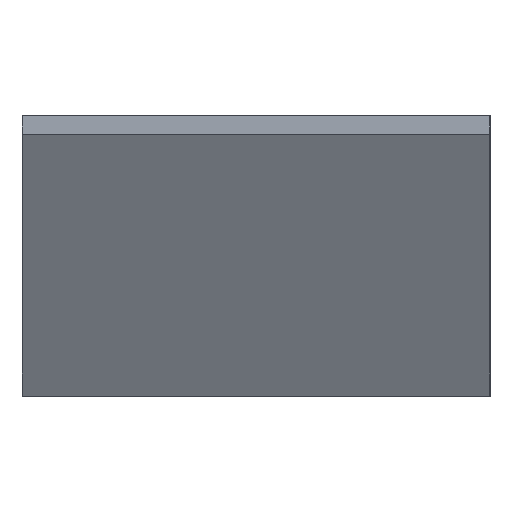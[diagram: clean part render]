
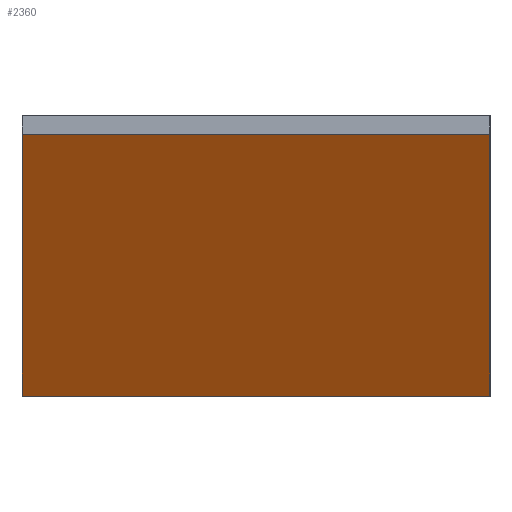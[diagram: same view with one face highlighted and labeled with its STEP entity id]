
A CAD part, left-side view. The second image highlights one B-rep face of the part: STEP entity #2360.
In plain terms, the highlighted planar face has unit normal (-0.866, 0, -0.5).
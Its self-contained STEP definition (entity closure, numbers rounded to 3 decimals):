
#12 = VERTEX_POINT ( 'NONE', #2290 ) ;
#48 = DIRECTION ( 'NONE',  ( -0.866, 0., -0.5 ) ) ;
#87 = VERTEX_POINT ( 'NONE', #3002 ) ;
#95 = LINE ( 'NONE', #3201, #2704 ) ;
#164 = VERTEX_POINT ( 'NONE', #3063 ) ;
#169 = DIRECTION ( 'NONE',  ( 0., -1., 0. ) ) ;
#190 = FACE_OUTER_BOUND ( 'NONE', #391, .T. ) ;
#231 = VECTOR ( 'NONE', #3121, 1000. ) ;
#276 = EDGE_CURVE ( 'NONE', #164, #867, #95, .T. ) ;
#293 = VECTOR ( 'NONE', #909, 1000. ) ;
#391 = EDGE_LOOP ( 'NONE', ( #1173, #1944, #1241, #959, #2178, #2478 ) ) ;
#420 = CARTESIAN_POINT ( 'NONE',  ( -154.066, 25., -1. ) ) ;
#470 = EDGE_CURVE ( 'NONE', #2263, #87, #2220, .T. ) ;
#672 = VECTOR ( 'NONE', #169, 1000. ) ;
#705 = LINE ( 'NONE', #1621, #2859 ) ;
#783 = CARTESIAN_POINT ( 'NONE',  ( -170.232, -25., 27. ) ) ;
#867 = VERTEX_POINT ( 'NONE', #2300 ) ;
#909 = DIRECTION ( 'NONE',  ( 0.5, 0., -0.866 ) ) ;
#959 = ORIENTED_EDGE ( 'NONE', *, *, #1475, .F. ) ;
#988 = EDGE_CURVE ( 'NONE', #867, #12, #1821, .T. ) ;
#1058 = LINE ( 'NONE', #2009, #1733 ) ;
#1173 = ORIENTED_EDGE ( 'NONE', *, *, #2437, .T. ) ;
#1241 = ORIENTED_EDGE ( 'NONE', *, *, #470, .T. ) ;
#1475 = EDGE_CURVE ( 'NONE', #12, #87, #1058, .T. ) ;
#1621 = CARTESIAN_POINT ( 'NONE',  ( -170.232, 25., 27. ) ) ;
#1733 = VECTOR ( 'NONE', #2589, 1000. ) ;
#1802 = CARTESIAN_POINT ( 'NONE',  ( -170.232, 25., 27. ) ) ;
#1821 = LINE ( 'NONE', #783, #293 ) ;
#1944 = ORIENTED_EDGE ( 'NONE', *, *, #2958, .T. ) ;
#2009 = CARTESIAN_POINT ( 'NONE',  ( -154.066, -25., -1. ) ) ;
#2038 = AXIS2_PLACEMENT_3D ( 'NONE', #1802, #48, #2061 ) ;
#2061 = DIRECTION ( 'NONE',  ( -0.5, 0., 0.866 ) ) ;
#2178 = ORIENTED_EDGE ( 'NONE', *, *, #988, .F. ) ;
#2220 = LINE ( 'NONE', #2928, #672 ) ;
#2263 = VERTEX_POINT ( 'NONE', #3037 ) ;
#2290 = CARTESIAN_POINT ( 'NONE',  ( -154.066, -25., -1. ) ) ;
#2300 = CARTESIAN_POINT ( 'NONE',  ( -169.655, -25., 26. ) ) ;
#2360 = ADVANCED_FACE ( 'NONE', ( #190 ), #2825, .T. ) ;
#2414 = CARTESIAN_POINT ( 'NONE',  ( -154.066, 25., -1. ) ) ;
#2437 = EDGE_CURVE ( 'NONE', #164, #3534, #705, .T. ) ;
#2448 = LINE ( 'NONE', #420, #231 ) ;
#2478 = ORIENTED_EDGE ( 'NONE', *, *, #276, .F. ) ;
#2589 = DIRECTION ( 'NONE',  ( 0.5, 0., -0.866 ) ) ;
#2704 = VECTOR ( 'NONE', #3280, 1000. ) ;
#2825 = PLANE ( 'NONE',  #2038 ) ;
#2859 = VECTOR ( 'NONE', #3167, 1000. ) ;
#2928 = CARTESIAN_POINT ( 'NONE',  ( -153.489, 25., -2. ) ) ;
#2958 = EDGE_CURVE ( 'NONE', #3534, #2263, #2448, .T. ) ;
#3002 = CARTESIAN_POINT ( 'NONE',  ( -153.489, -25., -2. ) ) ;
#3037 = CARTESIAN_POINT ( 'NONE',  ( -153.489, 25., -2. ) ) ;
#3063 = CARTESIAN_POINT ( 'NONE',  ( -169.655, 25., 26. ) ) ;
#3121 = DIRECTION ( 'NONE',  ( 0.5, 0., -0.866 ) ) ;
#3167 = DIRECTION ( 'NONE',  ( 0.5, 0., -0.866 ) ) ;
#3201 = CARTESIAN_POINT ( 'NONE',  ( -169.655, 25., 26. ) ) ;
#3280 = DIRECTION ( 'NONE',  ( 0., -1., 0. ) ) ;
#3534 = VERTEX_POINT ( 'NONE', #2414 ) ;
